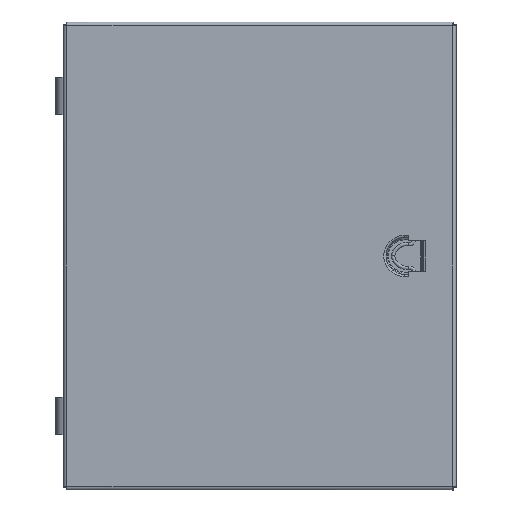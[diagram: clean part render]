
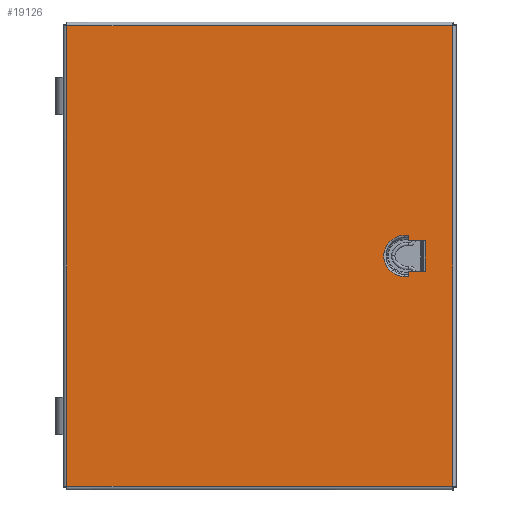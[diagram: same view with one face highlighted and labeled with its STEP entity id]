
A CAD part, top view. The second image highlights one B-rep face of the part: STEP entity #19126.
In plain terms, the highlighted planar face has unit normal (0, 0, 1).
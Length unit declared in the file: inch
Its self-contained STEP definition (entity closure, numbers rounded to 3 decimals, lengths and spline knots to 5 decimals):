
#2073=LINE($,#31941,#3925);
#2077=LINE($,#31952,#3929);
#2078=LINE($,#31961,#3930);
#2081=LINE($,#31967,#3933);
#2082=LINE($,#31969,#3934);
#2084=LINE($,#31973,#3936);
#2088=LINE($,#31979,#3940);
#2096=LINE($,#32006,#3948);
#2111=LINE($,#32105,#3963);
#2125=LINE($,#32203,#3977);
#2139=LINE($,#32300,#3991);
#3925=VECTOR($,#25165,0.8125);
#3929=VECTOR($,#25175,0.115);
#3930=VECTOR($,#25188,0.115);
#3933=VECTOR($,#25193,0.14171);
#3934=VECTOR($,#25196,0.43296);
#3936=VECTOR($,#25200,0.14171);
#3940=VECTOR($,#25206,0.43296);
#3948=VECTOR($,#25222,12.25);
#3963=VECTOR($,#25251,10.25);
#3977=VECTOR($,#25279,12.25);
#3991=VECTOR($,#25307,10.25);
#4680=PLANE($,#20583);
#5189=FACE_BOUND($,#7391,.T.);
#5190=FACE_BOUND($,#7392,.T.);
#7391=EDGE_LOOP($,(#17006,#17007,#17008,#17009,#17010,#17011,#17012,#17013));
#7392=EDGE_LOOP($,(#17014,#17015,#17016,#17017));
#7842=CIRCLE($,#20545,0.54796);
#9377=VERTEX_POINT($,#31934);
#9380=VERTEX_POINT($,#31939);
#9383=VERTEX_POINT($,#31949);
#9384=VERTEX_POINT($,#31951);
#9385=VERTEX_POINT($,#31955);
#9386=VERTEX_POINT($,#31959);
#9388=VERTEX_POINT($,#31965);
#9389=VERTEX_POINT($,#31972);
#9397=VERTEX_POINT($,#31997);
#9398=VERTEX_POINT($,#32005);
#9407=VERTEX_POINT($,#32097);
#9416=VERTEX_POINT($,#32195);
#11801=EDGE_CURVE($,#9380,#9377,#2073,.T.);
#11806=EDGE_CURVE($,#9383,#9384,#2077,.T.);
#11809=EDGE_CURVE($,#9385,#9383,#7842,.T.);
#11811=EDGE_CURVE($,#9386,#9385,#2078,.T.);
#11814=EDGE_CURVE($,#9386,#9388,#2081,.T.);
#11815=EDGE_CURVE($,#9377,#9388,#2082,.T.);
#11817=EDGE_CURVE($,#9384,#9389,#2084,.T.);
#11821=EDGE_CURVE($,#9380,#9389,#2088,.T.);
#11830=EDGE_CURVE($,#9397,#9398,#2096,.T.);
#11849=EDGE_CURVE($,#9407,#9397,#2111,.T.);
#11867=EDGE_CURVE($,#9416,#9407,#2125,.T.);
#11885=EDGE_CURVE($,#9398,#9416,#2139,.T.);
#17006=ORIENTED_EDGE($,*,*,#11821,.T.);
#17007=ORIENTED_EDGE($,*,*,#11817,.F.);
#17008=ORIENTED_EDGE($,*,*,#11806,.F.);
#17009=ORIENTED_EDGE($,*,*,#11809,.F.);
#17010=ORIENTED_EDGE($,*,*,#11811,.F.);
#17011=ORIENTED_EDGE($,*,*,#11814,.T.);
#17012=ORIENTED_EDGE($,*,*,#11815,.F.);
#17013=ORIENTED_EDGE($,*,*,#11801,.F.);
#17014=ORIENTED_EDGE($,*,*,#11867,.F.);
#17015=ORIENTED_EDGE($,*,*,#11885,.F.);
#17016=ORIENTED_EDGE($,*,*,#11830,.F.);
#17017=ORIENTED_EDGE($,*,*,#11849,.F.);
#19126=ADVANCED_FACE($,(#5189,#5190),#4680,.T.);
#20545=AXIS2_PLACEMENT_3D($,#31957,#25182,#25183);
#20583=AXIS2_PLACEMENT_3D($,#32385,#25331,#25332);
#25165=DIRECTION($,(0.,1.,0.));
#25175=DIRECTION($,(1.,0.,0.));
#25182=DIRECTION('center_axis',(0.,0.,1.));
#25183=DIRECTION('ref_axis',(-1.,0.,0.));
#25188=DIRECTION($,(-1.,0.,0.));
#25193=DIRECTION($,(0.,-1.,0.));
#25196=DIRECTION($,(-1.,0.,0.));
#25200=DIRECTION($,(0.,1.,0.));
#25206=DIRECTION($,(-1.,0.,0.));
#25222=DIRECTION($,(0.,1.,0.));
#25251=DIRECTION($,(-1.,0.,0.));
#25279=DIRECTION($,(0.,-1.,0.));
#25307=DIRECTION($,(1.,0.,0.));
#25331=DIRECTION('center_axis',(0.,0.,1.));
#25332=DIRECTION('ref_axis',(1.,0.,0.));
#31934=CARTESIAN_POINT('',(4.39121,0.40625,0.062));
#31939=CARTESIAN_POINT('',(4.39121,-0.40625,0.062));
#31941=CARTESIAN_POINT($,(4.39121,-0.25,0.062));
#31949=CARTESIAN_POINT('',(3.84325,-0.54796,0.062));
#31951=CARTESIAN_POINT('',(3.95825,-0.54796,0.062));
#31952=CARTESIAN_POINT($,(1.92163,-0.54796,0.062));
#31955=CARTESIAN_POINT('',(3.84325,0.54796,0.062));
#31957=CARTESIAN_POINT('Origin',(3.84325,0.,0.062));
#31959=CARTESIAN_POINT('',(3.95825,0.54796,0.062));
#31961=CARTESIAN_POINT($,(2.17163,0.54796,0.062));
#31965=CARTESIAN_POINT('',(3.95825,0.40625,0.062));
#31967=CARTESIAN_POINT($,(3.95825,0.5,0.062));
#31969=CARTESIAN_POINT($,(2.17163,0.40625,0.062));
#31972=CARTESIAN_POINT('',(3.95825,-0.40625,0.062));
#31973=CARTESIAN_POINT($,(3.95825,-0.25,0.062));
#31979=CARTESIAN_POINT($,(4.34325,-0.40625,0.062));
#31997=CARTESIAN_POINT('',(-5.125,-6.125,0.062));
#32005=CARTESIAN_POINT('',(-5.125,6.125,0.062));
#32006=CARTESIAN_POINT($,(-5.125,-6.125,0.062));
#32097=CARTESIAN_POINT('',(5.125,-6.125,0.062));
#32105=CARTESIAN_POINT($,(5.125,-6.125,0.062));
#32195=CARTESIAN_POINT('',(5.125,6.125,0.062));
#32203=CARTESIAN_POINT($,(5.125,6.125,0.062));
#32300=CARTESIAN_POINT($,(-5.125,6.125,0.062));
#32385=CARTESIAN_POINT('Origin',(0.,0.,0.062));
